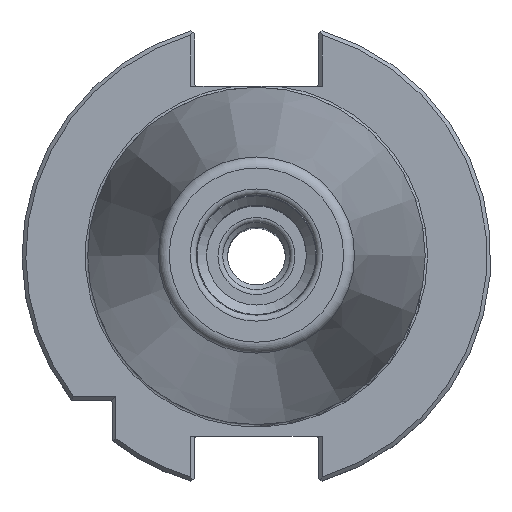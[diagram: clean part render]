
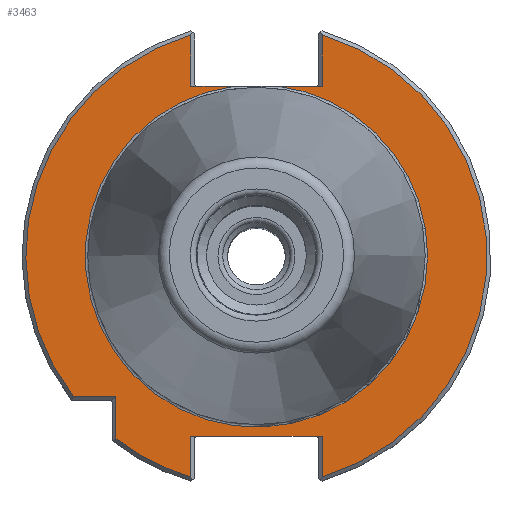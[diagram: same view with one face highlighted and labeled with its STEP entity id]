
A CAD part, top view. The second image highlights one B-rep face of the part: STEP entity #3463.
In plain terms, the highlighted planar face has unit normal (0, 0, 1).
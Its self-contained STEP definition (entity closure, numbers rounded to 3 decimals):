
#108=LINE('',#4882,#211);
#112=LINE('',#4898,#215);
#123=LINE('',#5042,#226);
#128=LINE('',#5056,#231);
#149=LINE('',#5122,#252);
#150=LINE('',#5124,#253);
#151=LINE('',#5126,#254);
#152=LINE('',#5127,#255);
#153=LINE('',#5128,#256);
#211=VECTOR('',#4084,1000.);
#215=VECTOR('',#4094,1000.);
#226=VECTOR('',#4159,1000.);
#231=VECTOR('',#4170,1000.);
#252=VECTOR('',#4229,1000.);
#253=VECTOR('',#4232,1000.);
#254=VECTOR('',#4233,1000.);
#255=VECTOR('',#4234,1000.);
#256=VECTOR('',#4235,1000.);
#709=ORIENTED_EDGE('',*,*,#1107,.T.);
#710=ORIENTED_EDGE('',*,*,#1182,.T.);
#711=ORIENTED_EDGE('',*,*,#1183,.F.);
#712=ORIENTED_EDGE('',*,*,#1184,.T.);
#713=ORIENTED_EDGE('',*,*,#1109,.T.);
#714=ORIENTED_EDGE('',*,*,#1152,.T.);
#715=ORIENTED_EDGE('',*,*,#1185,.F.);
#716=ORIENTED_EDGE('',*,*,#1143,.F.);
#717=ORIENTED_EDGE('',*,*,#1186,.F.);
#718=ORIENTED_EDGE('',*,*,#1145,.T.);
#719=ORIENTED_EDGE('',*,*,#1104,.T.);
#720=ORIENTED_EDGE('',*,*,#1103,.T.);
#721=ORIENTED_EDGE('',*,*,#1096,.T.);
#1096=EDGE_CURVE('',#1381,#1380,#108,.T.);
#1103=EDGE_CURVE('',#1384,#1381,#112,.T.);
#1104=EDGE_CURVE('',#1386,#1384,#1581,.T.);
#1107=EDGE_CURVE('',#1380,#1387,#1582,.T.);
#1109=EDGE_CURVE('',#1390,#1389,#1583,.T.);
#1143=EDGE_CURVE('',#1413,#1414,#1592,.T.);
#1145=EDGE_CURVE('',#1415,#1386,#123,.T.);
#1152=EDGE_CURVE('',#1389,#1420,#128,.T.);
#1182=EDGE_CURVE('',#1387,#1438,#149,.T.);
#1183=EDGE_CURVE('',#1439,#1438,#150,.T.);
#1184=EDGE_CURVE('',#1439,#1390,#151,.T.);
#1185=EDGE_CURVE('',#1414,#1420,#152,.T.);
#1186=EDGE_CURVE('',#1415,#1413,#153,.T.);
#1380=VERTEX_POINT('',#4881);
#1381=VERTEX_POINT('',#4883);
#1384=VERTEX_POINT('',#4894);
#1386=VERTEX_POINT('',#4901);
#1387=VERTEX_POINT('',#4911);
#1389=VERTEX_POINT('',#4919);
#1390=VERTEX_POINT('',#4921);
#1413=VERTEX_POINT('',#5034);
#1414=VERTEX_POINT('',#5035);
#1415=VERTEX_POINT('',#5043);
#1420=VERTEX_POINT('',#5055);
#1438=VERTEX_POINT('',#5121);
#1439=VERTEX_POINT('',#5125);
#1581=CIRCLE('',#3658,47.95);
#1582=CIRCLE('',#3660,47.95);
#1583=CIRCLE('',#3662,47.95);
#1592=CIRCLE('',#3682,35.591);
#1769=EDGE_LOOP('',(#709,#710,#711,#712,#713,#714,#715,#716,#717,#718,#719,
#720,#721));
#2027=FACE_BOUND('',#1769,.T.);
#2205=PLANE('',#3706);
#3463=ADVANCED_FACE('',(#2027),#2205,.T.);
#3658=AXIS2_PLACEMENT_3D('',#4900,#4097,#4098);
#3660=AXIS2_PLACEMENT_3D('',#4912,#4101,#4102);
#3662=AXIS2_PLACEMENT_3D('',#4920,#4105,#4106);
#3682=AXIS2_PLACEMENT_3D('',#5033,#4155,#4156);
#3706=AXIS2_PLACEMENT_3D('',#5123,#4230,#4231);
#4084=DIRECTION('',(0.,-1.,0.));
#4094=DIRECTION('',(1.,0.,0.));
#4097=DIRECTION('',(0.,0.,1.));
#4098=DIRECTION('',(1.,0.,0.));
#4101=DIRECTION('',(0.,0.,1.));
#4102=DIRECTION('',(1.,0.,0.));
#4105=DIRECTION('',(0.,0.,1.));
#4106=DIRECTION('',(1.,0.,0.));
#4155=DIRECTION('',(0.,0.,1.));
#4156=DIRECTION('',(1.,0.,0.));
#4159=DIRECTION('',(0.,1.,0.));
#4170=DIRECTION('',(0.,-1.,0.));
#4229=DIRECTION('',(0.,1.,0.));
#4230=DIRECTION('',(0.,0.,1.));
#4231=DIRECTION('',(1.,0.,0.));
#4232=DIRECTION('',(-1.,0.,0.));
#4233=DIRECTION('',(0.,-1.,0.));
#4234=DIRECTION('',(1.,0.,0.));
#4235=DIRECTION('',(1.,0.,0.));
#4881=CARTESIAN_POINT('',(-29.2,-38.034,-3.2));
#4882=CARTESIAN_POINT('',(-29.2,-38.616,-3.2));
#4883=CARTESIAN_POINT('',(-29.2,-29.2,-3.2));
#4894=CARTESIAN_POINT('',(-38.034,-29.2,-3.2));
#4898=CARTESIAN_POINT('',(-30.,-29.2,-3.2));
#4900=CARTESIAN_POINT('',(0.,0.,-3.2));
#4901=CARTESIAN_POINT('',(-13.65,45.966,-3.2));
#4911=CARTESIAN_POINT('',(-13.65,-45.966,-3.2));
#4912=CARTESIAN_POINT('',(0.,0.,-3.2));
#4919=CARTESIAN_POINT('',(13.65,45.966,-3.2));
#4920=CARTESIAN_POINT('',(0.,0.,-3.2));
#4921=CARTESIAN_POINT('',(13.65,-45.966,-3.2));
#5033=CARTESIAN_POINT('',(0.,0.,-3.2));
#5034=CARTESIAN_POINT('',(-4.543,35.3,-3.2));
#5035=CARTESIAN_POINT('',(4.543,35.3,-3.2));
#5042=CARTESIAN_POINT('',(-13.65,47.181,-3.2));
#5043=CARTESIAN_POINT('',(-13.65,35.3,-3.2));
#5055=CARTESIAN_POINT('',(13.65,35.3,-3.2));
#5056=CARTESIAN_POINT('',(13.65,35.3,-3.2));
#5121=CARTESIAN_POINT('',(-13.65,-37.5,-3.2));
#5122=CARTESIAN_POINT('',(-13.65,-37.5,-3.2));
#5123=CARTESIAN_POINT('',(35.591,0.,-3.2));
#5124=CARTESIAN_POINT('',(12.85,-37.5,-3.2));
#5125=CARTESIAN_POINT('',(13.65,-37.5,-3.2));
#5126=CARTESIAN_POINT('',(13.65,-47.181,-3.2));
#5127=CARTESIAN_POINT('',(-12.85,35.3,-3.2));
#5128=CARTESIAN_POINT('',(-12.85,35.3,-3.2));
